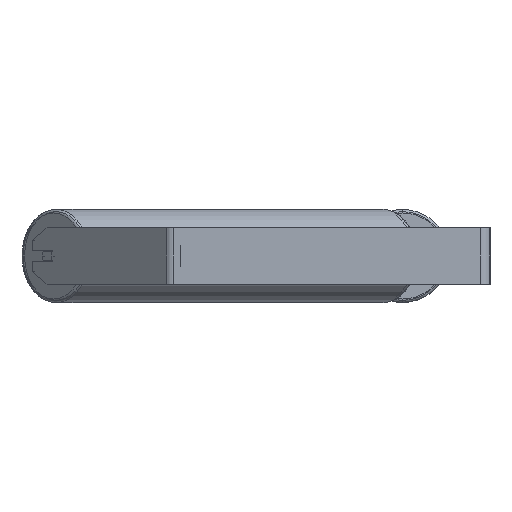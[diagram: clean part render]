
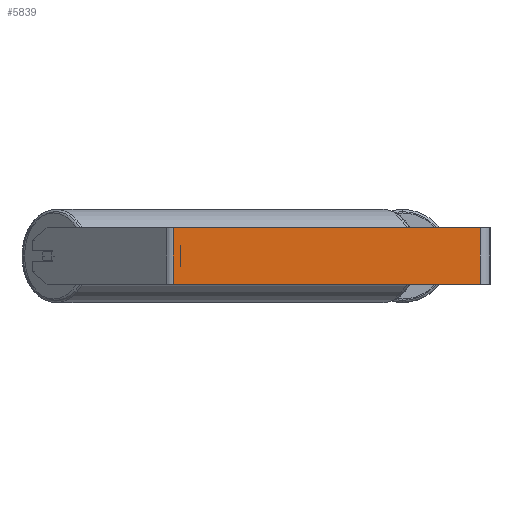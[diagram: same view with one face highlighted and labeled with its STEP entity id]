
A CAD part, left-side view. The second image highlights one B-rep face of the part: STEP entity #5839.
In plain terms, the highlighted planar face has unit normal (-1, 0, 0).
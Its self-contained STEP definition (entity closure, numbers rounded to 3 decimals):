
#591 = CARTESIAN_POINT ( 'NONE',  ( -1045., 452.393, 40. ) ) ;
#1403 = ORIENTED_EDGE ( 'NONE', *, *, #6049, .F. ) ;
#1487 = VECTOR ( 'NONE', #7120, 1000. ) ;
#2374 = AXIS2_PLACEMENT_3D ( 'NONE', #7494, #5935, #6644 ) ;
#2547 = VECTOR ( 'NONE', #4918, 1000. ) ;
#2970 = VERTEX_POINT ( 'NONE', #7712 ) ;
#2994 = DIRECTION ( 'NONE',  ( 0., -1., 0. ) ) ;
#3278 = EDGE_CURVE ( 'NONE', #5041, #2970, #5653, .T. ) ;
#3655 = CARTESIAN_POINT ( 'NONE',  ( -1045., 14., 40. ) ) ;
#3757 = DIRECTION ( 'NONE',  ( 0., -1., 0. ) ) ;
#3801 = LINE ( 'NONE', #6016, #4050 ) ;
#3834 = CARTESIAN_POINT ( 'NONE',  ( -1045., 458.192, 40. ) ) ;
#3911 = ORIENTED_EDGE ( 'NONE', *, *, #7819, .T. ) ;
#4010 = PLANE ( 'NONE',  #2374 ) ;
#4050 = VECTOR ( 'NONE', #3757, 1000. ) ;
#4600 = EDGE_CURVE ( 'NONE', #6435, #2970, #3801, .T. ) ;
#4918 = DIRECTION ( 'NONE',  ( 0., 0., -1. ) ) ;
#5041 = VERTEX_POINT ( 'NONE', #7960 ) ;
#5342 = FACE_OUTER_BOUND ( 'NONE', #5812, .T. ) ;
#5653 = LINE ( 'NONE', #3655, #1487 ) ;
#5781 = VECTOR ( 'NONE', #2994, 1000. ) ;
#5812 = EDGE_LOOP ( 'NONE', ( #8679, #7231, #1403, #3911 ) ) ;
#5839 = ADVANCED_FACE ( 'NONE', ( #5342 ), #4010, .F. ) ;
#5935 = DIRECTION ( 'NONE',  ( 1., 0., 0. ) ) ;
#6016 = CARTESIAN_POINT ( 'NONE',  ( -1045., 458.192, -40. ) ) ;
#6036 = CARTESIAN_POINT ( 'NONE',  ( -1045., 452.393, 40. ) ) ;
#6049 = EDGE_CURVE ( 'NONE', #6953, #5041, #7170, .T. ) ;
#6435 = VERTEX_POINT ( 'NONE', #6450 ) ;
#6450 = CARTESIAN_POINT ( 'NONE',  ( -1045., 452.393, -40. ) ) ;
#6644 = DIRECTION ( 'NONE',  ( 0., 0., -1. ) ) ;
#6953 = VERTEX_POINT ( 'NONE', #6036 ) ;
#7120 = DIRECTION ( 'NONE',  ( 0., 0., -1. ) ) ;
#7170 = LINE ( 'NONE', #3834, #5781 ) ;
#7231 = ORIENTED_EDGE ( 'NONE', *, *, #3278, .F. ) ;
#7339 = LINE ( 'NONE', #591, #2547 ) ;
#7494 = CARTESIAN_POINT ( 'NONE',  ( -1045., 458.192, 40. ) ) ;
#7712 = CARTESIAN_POINT ( 'NONE',  ( -1045., 14., -40. ) ) ;
#7819 = EDGE_CURVE ( 'NONE', #6953, #6435, #7339, .T. ) ;
#7960 = CARTESIAN_POINT ( 'NONE',  ( -1045., 14., 40. ) ) ;
#8679 = ORIENTED_EDGE ( 'NONE', *, *, #4600, .T. ) ;
